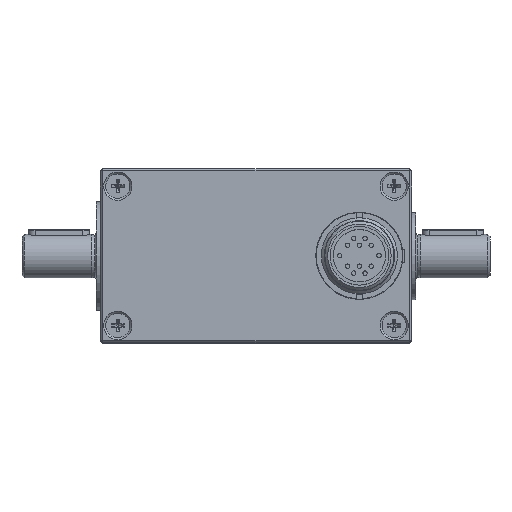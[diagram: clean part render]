
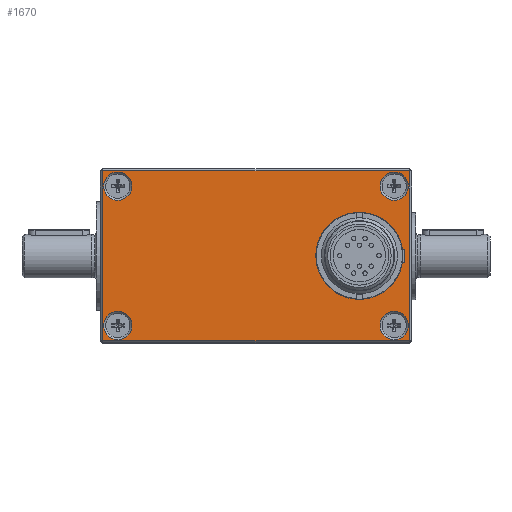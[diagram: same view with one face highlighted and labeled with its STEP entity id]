
A CAD part, top view. The second image highlights one B-rep face of the part: STEP entity #1670.
In plain terms, the highlighted planar face has unit normal (0, 0, 1).
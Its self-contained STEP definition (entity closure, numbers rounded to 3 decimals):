
#1670 = ADVANCED_FACE( '', ( #3304, #3305, #3306, #3307, #3308, #3309 ), #3310, .T. );
#3304 = FACE_OUTER_BOUND( '', #4907, .T. );
#3305 = FACE_BOUND( '', #4908, .T. );
#3306 = FACE_BOUND( '', #4909, .T. );
#3307 = FACE_BOUND( '', #4910, .T. );
#3308 = FACE_BOUND( '', #4911, .T. );
#3309 = FACE_BOUND( '', #4912, .T. );
#3310 = PLANE( '', #4913 );
#4907 = EDGE_LOOP( '', ( #7813, #7814, #7815, #7816 ) );
#4908 = EDGE_LOOP( '', ( #7817, #7818, #7819, #7820 ) );
#4909 = EDGE_LOOP( '', ( #7821 ) );
#4910 = EDGE_LOOP( '', ( #7822 ) );
#4911 = EDGE_LOOP( '', ( #7823 ) );
#4912 = EDGE_LOOP( '', ( #7824 ) );
#4913 = AXIS2_PLACEMENT_3D( '', #7825, #7826, #7827 );
#7813 = ORIENTED_EDGE( '', *, *, #9386, .T. );
#7814 = ORIENTED_EDGE( '', *, *, #9053, .T. );
#7815 = ORIENTED_EDGE( '', *, *, #9255, .T. );
#7816 = ORIENTED_EDGE( '', *, *, #8863, .T. );
#7817 = ORIENTED_EDGE( '', *, *, #9362, .F. );
#7818 = ORIENTED_EDGE( '', *, *, #9285, .T. );
#7819 = ORIENTED_EDGE( '', *, *, #8804, .F. );
#7820 = ORIENTED_EDGE( '', *, *, #8974, .F. );
#7821 = ORIENTED_EDGE( '', *, *, #9094, .T. );
#7822 = ORIENTED_EDGE( '', *, *, #9390, .T. );
#7823 = ORIENTED_EDGE( '', *, *, #9005, .T. );
#7824 = ORIENTED_EDGE( '', *, *, #9119, .T. );
#7825 = CARTESIAN_POINT( '', ( -35.75, 20., 25. ) );
#7826 = DIRECTION( '', ( 0., 0., 1. ) );
#7827 = DIRECTION( '', ( 1., 0., 0. ) );
#8804 = EDGE_CURVE( '', #10287, #10289, #10290, .T. );
#8863 = EDGE_CURVE( '', #10381, #10144, #10382, .T. );
#8974 = EDGE_CURVE( '', #10537, #10287, #10539, .T. );
#9005 = EDGE_CURVE( '', #10584, #10584, #10585, .T. );
#9053 = EDGE_CURVE( '', #10647, #10649, #10651, .T. );
#9094 = EDGE_CURVE( '', #10710, #10710, #10711, .T. );
#9119 = EDGE_CURVE( '', #10747, #10747, #10748, .T. );
#9255 = EDGE_CURVE( '', #10649, #10381, #10923, .T. );
#9285 = EDGE_CURVE( '', #10956, #10289, #10958, .T. );
#9362 = EDGE_CURVE( '', #10956, #10537, #11053, .T. );
#9386 = EDGE_CURVE( '', #10144, #10647, #11083, .T. );
#9390 = EDGE_CURVE( '', #11087, #11087, #11088, .T. );
#10144 = VERTEX_POINT( '', #12078 );
#10287 = VERTEX_POINT( '', #12246 );
#10289 = VERTEX_POINT( '', #12249 );
#10290 = LINE( '', #12250, #12251 );
#10381 = VERTEX_POINT( '', #12355 );
#10382 = LINE( '', #12356, #12357 );
#10537 = VERTEX_POINT( '', #12547 );
#10539 = LINE( '', #12550, #12551 );
#10584 = VERTEX_POINT( '', #12610 );
#10585 = CIRCLE( '', #12611, 3.25 );
#10647 = VERTEX_POINT( '', #12687 );
#10649 = VERTEX_POINT( '', #12690 );
#10651 = LINE( '', #12693, #12694 );
#10710 = VERTEX_POINT( '', #12758 );
#10711 = CIRCLE( '', #12759, 3.25 );
#10747 = VERTEX_POINT( '', #12799 );
#10748 = CIRCLE( '', #12800, 3.25 );
#10923 = LINE( '', #13036, #13037 );
#10956 = VERTEX_POINT( '', #13075 );
#10958 = CIRCLE( '', #13078, 9.25 );
#11053 = LINE( '', #13192, #13193 );
#11083 = LINE( '', #13229, #13230 );
#11087 = VERTEX_POINT( '', #13234 );
#11088 = CIRCLE( '', #13235, 3.25 );
#12078 = CARTESIAN_POINT( '', ( 35.25, -19.5, 25. ) );
#12246 = CARTESIAN_POINT( '', ( 34.2, 1.5, 25. ) );
#12249 = CARTESIAN_POINT( '', ( 32.878, 1.5, 25. ) );
#12250 = CARTESIAN_POINT( '', ( 34.2, 1.5, 25. ) );
#12251 = VECTOR( '', #14062, 1000. );
#12355 = CARTESIAN_POINT( '', ( -35.25, -19.5, 25. ) );
#12356 = CARTESIAN_POINT( '', ( 35.75, -19.5, 25. ) );
#12357 = VECTOR( '', #14154, 1000. );
#12547 = CARTESIAN_POINT( '', ( 34.2, -1.5, 25. ) );
#12550 = CARTESIAN_POINT( '', ( 34.2, -1.5, 25. ) );
#12551 = VECTOR( '', #14284, 1000. );
#12610 = CARTESIAN_POINT( '', ( -31.75, 19.25, 25. ) );
#12611 = AXIS2_PLACEMENT_3D( '', #14323, #14324, #14325 );
#12687 = CARTESIAN_POINT( '', ( 35.25, 19.5, 25. ) );
#12690 = CARTESIAN_POINT( '', ( -35.25, 19.5, 25. ) );
#12693 = CARTESIAN_POINT( '', ( -35.75, 19.5, 25. ) );
#12694 = VECTOR( '', #14381, 1000. );
#12758 = CARTESIAN_POINT( '', ( 31.75, -12.75, 25. ) );
#12759 = AXIS2_PLACEMENT_3D( '', #14438, #14439, #14440 );
#12799 = CARTESIAN_POINT( '', ( -31.75, -12.75, 25. ) );
#12800 = AXIS2_PLACEMENT_3D( '', #14475, #14476, #14477 );
#13036 = CARTESIAN_POINT( '', ( -35.25, -20., 25. ) );
#13037 = VECTOR( '', #14628, 1000. );
#13075 = CARTESIAN_POINT( '', ( 32.878, -1.5, 25. ) );
#13078 = AXIS2_PLACEMENT_3D( '', #14650, #14651, #14652 );
#13192 = CARTESIAN_POINT( '', ( 32.878, -1.5, 25. ) );
#13193 = VECTOR( '', #14720, 1000. );
#13229 = CARTESIAN_POINT( '', ( 35.25, 20., 25. ) );
#13230 = VECTOR( '', #14742, 1000. );
#13234 = CARTESIAN_POINT( '', ( 31.75, 19.25, 25. ) );
#13235 = AXIS2_PLACEMENT_3D( '', #14743, #14744, #14745 );
#14062 = DIRECTION( '', ( -1., 0., 0. ) );
#14154 = DIRECTION( '', ( 1., 0., 0. ) );
#14284 = DIRECTION( '', ( 0., 1., 0. ) );
#14323 = CARTESIAN_POINT( '', ( -31.75, 16., 25. ) );
#14324 = DIRECTION( '', ( 0., 0., -1. ) );
#14325 = DIRECTION( '', ( 0., 1., 0. ) );
#14381 = DIRECTION( '', ( -1., 0., 0. ) );
#14438 = CARTESIAN_POINT( '', ( 31.75, -16., 25. ) );
#14439 = DIRECTION( '', ( 0., 0., -1. ) );
#14440 = DIRECTION( '', ( 0., 1., 0. ) );
#14475 = CARTESIAN_POINT( '', ( -31.75, -16., 25. ) );
#14476 = DIRECTION( '', ( 0., 0., -1. ) );
#14477 = DIRECTION( '', ( 0., 1., 0. ) );
#14628 = DIRECTION( '', ( 0., -1., 0. ) );
#14650 = CARTESIAN_POINT( '', ( 23.75, 0., 25. ) );
#14651 = DIRECTION( '', ( 0., 0., -1. ) );
#14652 = DIRECTION( '', ( 1., 0., 0. ) );
#14720 = DIRECTION( '', ( 1., 0., 0. ) );
#14742 = DIRECTION( '', ( 0., 1., 0. ) );
#14743 = CARTESIAN_POINT( '', ( 31.75, 16., 25. ) );
#14744 = DIRECTION( '', ( 0., 0., -1. ) );
#14745 = DIRECTION( '', ( 0., 1., 0. ) );
